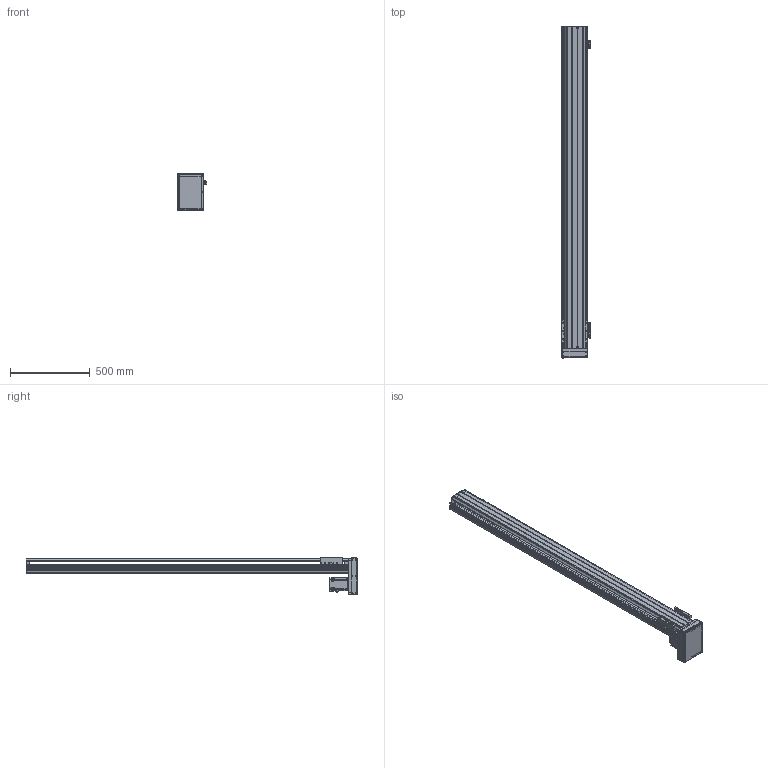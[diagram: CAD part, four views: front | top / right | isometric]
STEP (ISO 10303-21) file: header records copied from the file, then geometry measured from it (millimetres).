
FILE_DESCRIPTION(/* description */ ('MANUFACTURE'),/* implementation_level */ '2;1');
FILE_NAME(/* name */ 'HR160-D70-N-1800-R10.stp',/* time_stamp */ '2025-01-20T16:41:29+09:00',/* author */ ('user'),/* organization */ (''),/* preprocessor_version */ 'ST-DEVELOPER v18.1',/* originating_system */ 'Autodesk Inventor 2022',/* authorisation */ 'LIP');
FILE_SCHEMA (('AUTOMOTIVE_DESIGN { 1 0 10303 214 3 1 1 }'));
Length unit declared in the file: millimetre
Products named in the file (17): HR160-D70-N-0500-R10; HR160 S BASE (400W); HR140 FRONT BLOCK (20Pi)-N; HR140 REAR BLOCK (20Pi)-N; HR120 SENSOR DOG; HR160 TABLE (W,N); HR160 S UPCOVER; HR160 750W FRONT COVER; SENSOR BRK(EE-SX674A); EE_SX674A; hg-kr73_; 750W MOTOR PLATE; HG160DACRYLCOVER003; HG160BELTCOVER001; HG160LMOTORPLATE01; HG160DACRYLCOVER001; HG160ACRYLCOVER002
Assembly tree (21 placements, depth 2):
  HR160-D70-N-0500-R10
    HR160 S BASE (400W)
    SENSOR BRK(EE-SX674A)  x3
    EE_SX674A  x3
    HR140 FRONT BLOCK (20Pi)-N
    HR140 REAR BLOCK (20Pi)-N
    HR120 SENSOR DOG
    HR160 TABLE (W,N)
    HR160 S UPCOVER
    HR160 750W FRONT COVER
    hg-kr73_
    750W MOTOR PLATE
    HG160DACRYLCOVER003
    HG160BELTCOVER001
    HG160LMOTORPLATE01
    HG160DACRYLCOVER001
    HG160ACRYLCOVER002  x2
Bounding box: 182 x 2075 x 233 mm (x, y, z)
Volume: 8466199.7 mm3; surface area: 2903298 mm2
Topology: 21 solids, 21 shells, 1767 faces, 4999 edges, 3275 vertices
Faces by surface type: cylinder 840, plane 791, cone 132, sphere 4
Full cylindrical faces by diameter (mm): 2.459 x54, 3 x6, 3.242 x16, 3.4 x22, 3.5 x6, 4 x8, 4.134 x8, 4.5 x19, 4.917 x56, 5 x22, 5.5 x20, 5.9 x4, 6 x8, 6.6 x36, 7 x4, 7.6 x4, 8 x1, 9 x6, 9.5 x16, 11 x30, 19 x1, 25 x1, 27 x1, 30 x1, 32 x1, 38 x1, 42 x2, 44.5 x1, 70 x2
Entity records: 56479 total; most frequent: CARTESIAN_POINT 12712, ORIENTED_EDGE 8842, DIRECTION 8775, EDGE_CURVE 4421, AXIS2_PLACEMENT_3D 3152, VERTEX_POINT 2953, LINE 2471, VECTOR 2471
